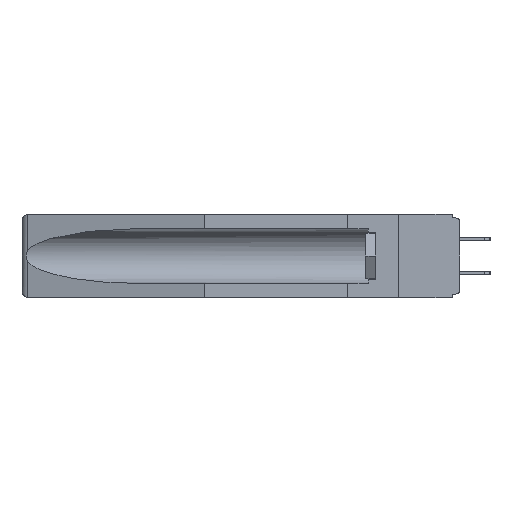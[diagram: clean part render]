
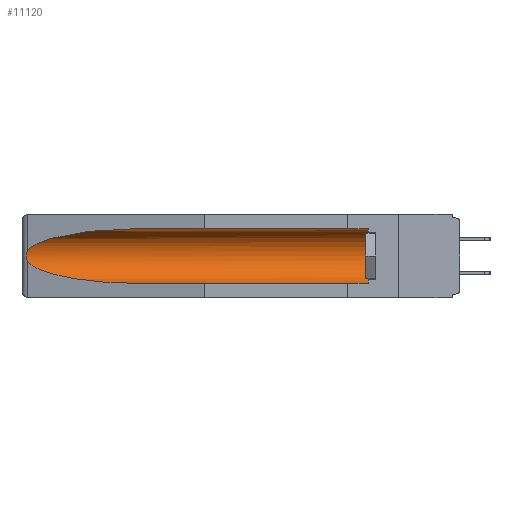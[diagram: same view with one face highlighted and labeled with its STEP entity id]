
A CAD part, left-side view. The second image highlights one B-rep face of the part: STEP entity #11120.
In plain terms, the highlighted cylindrical face has radius 2.857 mm (diameter 5.715 mm), a partial arc.
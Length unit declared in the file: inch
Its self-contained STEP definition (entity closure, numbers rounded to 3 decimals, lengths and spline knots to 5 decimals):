
#389 = DIRECTION ( 'NONE',  ( 0., 1., 0. ) ) ;
#437 = EDGE_CURVE ( 'NONE', #6310, #7433, #6535, .T. ) ;
#1263 = CARTESIAN_POINT ( 'NONE',  ( 0.26537, 1.52718, -0.19328 ) ) ;
#2004 = LINE ( 'NONE', #22715, #22788 ) ;
#2524 = CARTESIAN_POINT ( 'NONE',  ( 0.2673, 1.53269, -0.17917 ) ) ;
#2751 = CARTESIAN_POINT ( 'NONE',  ( 0.26537, 1.52718, -0.14972 ) ) ;
#3296 = VERTEX_POINT ( 'NONE', #20895 ) ;
#3426 = ORIENTED_EDGE ( 'NONE', *, *, #437, .T. ) ;
#3787 = VERTEX_POINT ( 'NONE', #1263 ) ;
#4357 = EDGE_CURVE ( 'NONE', #7433, #3296, #8608, .T. ) ;
#4675 = VECTOR ( 'NONE', #15776, 39.37008 ) ;
#5019 = CARTESIAN_POINT ( 'NONE',  ( 0.26537, 1.52718, -0.19328 ) ) ;
#5235 = CARTESIAN_POINT ( 'NONE',  ( 0.155, 0.126, -0.059 ) ) ;
#5830 = EDGE_CURVE ( 'NONE', #3296, #20779, #18861, .T. ) ;
#6310 = VERTEX_POINT ( 'NONE', #6420 ) ;
#6420 = CARTESIAN_POINT ( 'NONE',  ( 0.155, 0.126, -0.284 ) ) ;
#6535 = CIRCLE ( 'NONE', #18107, 0.1125 ) ;
#7433 = VERTEX_POINT ( 'NONE', #5235 ) ;
#7665 = CARTESIAN_POINT ( 'NONE',  ( 0.26654, 1.53092, -0.15636 ) ) ;
#7776 = CARTESIAN_POINT ( 'NONE',  ( 0.26537, 1.52718, -0.14972 ) ) ;
#8608 = LINE ( 'NONE', #30604, #4675 ) ;
#10735 = AXIS2_PLACEMENT_3D ( 'NONE', #27683, #389, #29979 ) ;
#10997 =( BOUNDED_CURVE ( )  B_SPLINE_CURVE ( 3, ( #31381, #20963, #23508, #16339 ),
 .UNSPECIFIED., .F., .T. ) 
 B_SPLINE_CURVE_WITH_KNOTS ( ( 4, 4 ),
 ( 0.1948, 1.5708 ),
 .UNSPECIFIED. ) 
 CURVE ( )  GEOMETRIC_REPRESENTATION_ITEM ( )  RATIONAL_B_SPLINE_CURVE ( ( 1., 0.848, 0.848, 1. ) ) 
 REPRESENTATION_ITEM ( '' )  );
#11120 = ADVANCED_FACE ( 'NONE', ( #27789 ), #12873, .F. ) ;
#12116 = DIRECTION ( 'NONE',  ( 0., -1., 0. ) ) ;
#12706 = CARTESIAN_POINT ( 'NONE',  ( 0.2675, 1.53308, -0.17534 ) ) ;
#12873 = CYLINDRICAL_SURFACE ( 'NONE', #10735, 0.1125 ) ;
#13658 = EDGE_LOOP ( 'NONE', ( #21015, #31042, #30873, #21428, #3426, #26043 ) ) ;
#14891 = CARTESIAN_POINT ( 'NONE',  ( 0.155, 1.07973, -0.059 ) ) ;
#15776 = DIRECTION ( 'NONE',  ( 0., 1., 0. ) ) ;
#16339 = CARTESIAN_POINT ( 'NONE',  ( 0.155, 1.07973, -0.284 ) ) ;
#18107 = AXIS2_PLACEMENT_3D ( 'NONE', #32030, #12116, #26744 ) ;
#18482 = CARTESIAN_POINT ( 'NONE',  ( 0.26537, 1.52718, -0.14972 ) ) ;
#18861 =( BOUNDED_CURVE ( )  B_SPLINE_CURVE ( 3, ( #14891, #20373, #22692, #2751 ),
 .UNSPECIFIED., .F., .F. ) 
 B_SPLINE_CURVE_WITH_KNOTS ( ( 4, 4 ),
 ( 4.71239, 6.08839 ),
 .UNSPECIFIED. ) 
 CURVE ( )  GEOMETRIC_REPRESENTATION_ITEM ( )  RATIONAL_B_SPLINE_CURVE ( ( 1., 0.848, 0.848, 1. ) ) 
 REPRESENTATION_ITEM ( '' )  );
#19924 = CARTESIAN_POINT ( 'NONE',  ( 0.2673, 1.5327, -0.16383 ) ) ;
#20037 = CARTESIAN_POINT ( 'NONE',  ( 0.26655, 1.53094, -0.18657 ) ) ;
#20282 = DIRECTION ( 'NONE',  ( 0., 1., 0. ) ) ;
#20373 = CARTESIAN_POINT ( 'NONE',  ( 0.21114, 1.30732, -0.059 ) ) ;
#20779 = VERTEX_POINT ( 'NONE', #18482 ) ;
#20807 = B_SPLINE_CURVE_WITH_KNOTS ( 'NONE', 3,
 ( #7776, #32397, #7665, #19924, #24993, #12706, #2524, #20037, #25327, #5019 ),
 .UNSPECIFIED., .F., .F.,
 ( 4, 2, 2, 2, 4 ),
 ( 0., 0.00029, 0.00058, 0.00087, 0.00117 ),
 .UNSPECIFIED. ) ;
#20895 = CARTESIAN_POINT ( 'NONE',  ( 0.155, 1.07973, -0.059 ) ) ;
#20963 = CARTESIAN_POINT ( 'NONE',  ( 0.25451, 1.48313, -0.24835 ) ) ;
#21015 = ORIENTED_EDGE ( 'NONE', *, *, #5830, .T. ) ;
#21428 = ORIENTED_EDGE ( 'NONE', *, *, #28423, .F. ) ;
#22692 = CARTESIAN_POINT ( 'NONE',  ( 0.25451, 1.48313, -0.09465 ) ) ;
#22715 = CARTESIAN_POINT ( 'NONE',  ( 0.155, -0.30754, -0.284 ) ) ;
#22788 = VECTOR ( 'NONE', #20282, 39.37008 ) ;
#23508 = CARTESIAN_POINT ( 'NONE',  ( 0.21114, 1.30732, -0.284 ) ) ;
#24993 = CARTESIAN_POINT ( 'NONE',  ( 0.2675, 1.53308, -0.16763 ) ) ;
#25116 = VERTEX_POINT ( 'NONE', #31738 ) ;
#25327 = CARTESIAN_POINT ( 'NONE',  ( 0.26597, 1.5296, -0.19026 ) ) ;
#26043 = ORIENTED_EDGE ( 'NONE', *, *, #4357, .T. ) ;
#26744 = DIRECTION ( 'NONE',  ( 0., 0., 1. ) ) ;
#27683 = CARTESIAN_POINT ( 'NONE',  ( 0.155, -0.30754, -0.1715 ) ) ;
#27789 = FACE_OUTER_BOUND ( 'NONE', #13658, .T. ) ;
#28423 = EDGE_CURVE ( 'NONE', #6310, #25116, #2004, .T. ) ;
#29385 = EDGE_CURVE ( 'NONE', #20779, #3787, #20807, .T. ) ;
#29979 = DIRECTION ( 'NONE',  ( 0., 0., 1. ) ) ;
#30604 = CARTESIAN_POINT ( 'NONE',  ( 0.155, -0.30754, -0.059 ) ) ;
#30873 = ORIENTED_EDGE ( 'NONE', *, *, #31396, .T. ) ;
#31042 = ORIENTED_EDGE ( 'NONE', *, *, #29385, .T. ) ;
#31381 = CARTESIAN_POINT ( 'NONE',  ( 0.26537, 1.52718, -0.19328 ) ) ;
#31396 = EDGE_CURVE ( 'NONE', #3787, #25116, #10997, .T. ) ;
#31738 = CARTESIAN_POINT ( 'NONE',  ( 0.155, 1.07973, -0.284 ) ) ;
#32030 = CARTESIAN_POINT ( 'NONE',  ( 0.155, 0.126, -0.1715 ) ) ;
#32397 = CARTESIAN_POINT ( 'NONE',  ( 0.26597, 1.52961, -0.15275 ) ) ;
